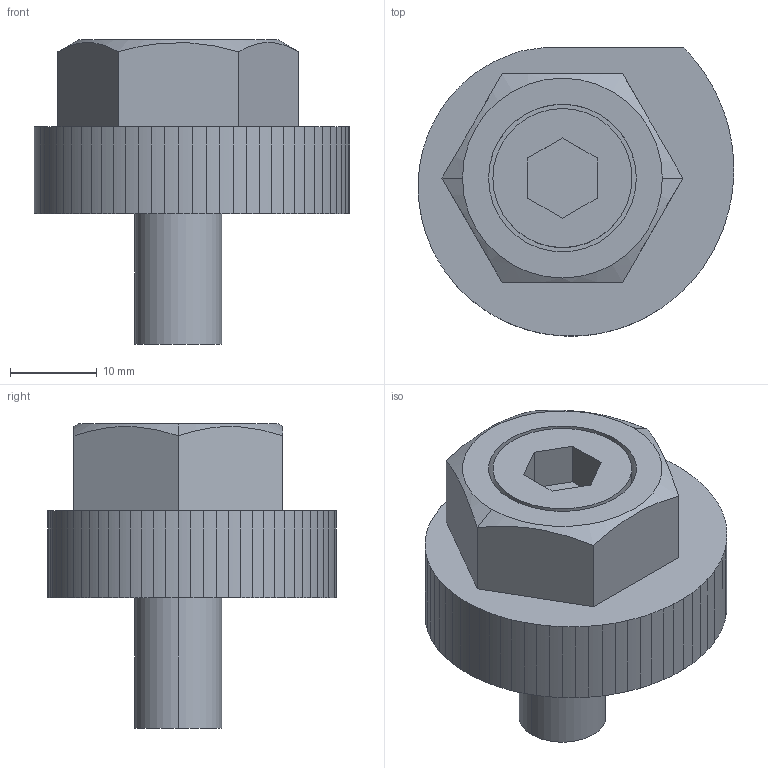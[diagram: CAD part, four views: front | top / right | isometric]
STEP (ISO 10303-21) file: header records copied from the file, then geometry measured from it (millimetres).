
FILE_DESCRIPTION (( 'STEP AP203' ), '1' );
FILE_NAME ('bj161-10001.STEP', '2021-10-25T01:20:03', ( '' ), ( '' ), 'SwSTEP 2.0', 'SolidWorks 2020', '' );
FILE_SCHEMA (( 'CONFIG_CONTROL_DESIGN' ));
Length unit declared in the file: millimetre
Products named in the file (3): bj161-10001_01; bj161-10001_02; bj161-10001
Assembly tree (2 placements, depth 2):
  bj161-10001
    bj161-10001_01
    bj161-10001_02
Bounding box: 36.31 x 33.16 x 35 mm (x, y, z)
Volume: 15436 mm3; surface area: 6401.4 mm2
Topology: 2 solids, 2 shells, 94 faces, 256 edges, 170 vertices
Faces by surface type: cylinder 71, plane 21, cone 2
Entity records: 3415 total; most frequent: CARTESIAN_POINT 595, DIRECTION 592, ORIENTED_EDGE 512, EDGE_CURVE 256, AXIS2_PLACEMENT_3D 243, VERTEX_POINT 170, CIRCLE 144, LINE 106
